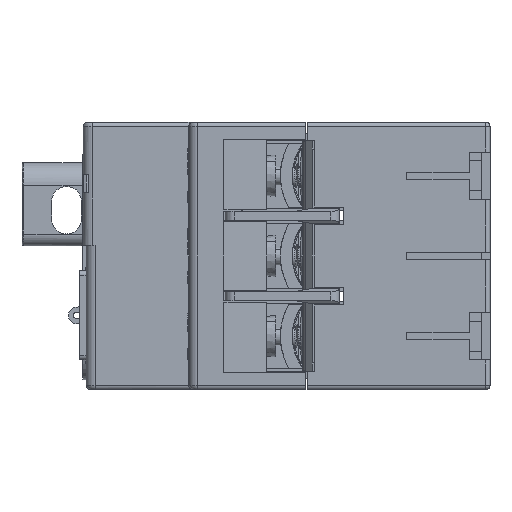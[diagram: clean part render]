
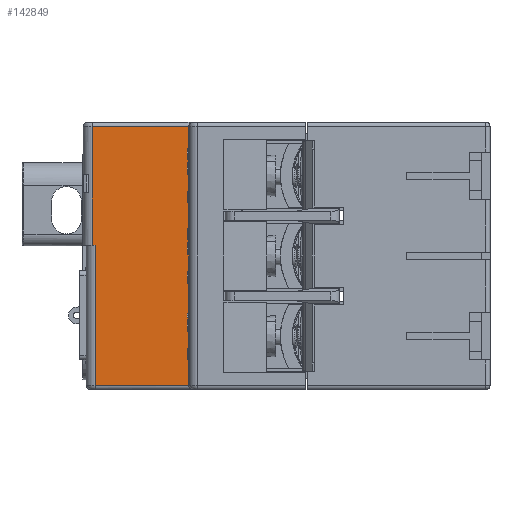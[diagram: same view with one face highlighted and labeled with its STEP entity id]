
A CAD part, front view. The second image highlights one B-rep face of the part: STEP entity #142849.
In plain terms, the highlighted face is planar.
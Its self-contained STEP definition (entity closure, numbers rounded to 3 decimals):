
#112522=DIRECTION('',(0.,1.,0.));
#112523=VECTOR('',#112522,15.8);
#112524=CARTESIAN_POINT('',(22.5,19.7,21.8));
#112525=LINE('',#112524,#112523);
#118030=DIRECTION('',(0.,0.,1.));
#118031=VECTOR('',#118030,20.);
#118032=CARTESIAN_POINT('',(22.5,36.,-21.8));
#118033=LINE('',#118032,#118031);
#118083=DIRECTION('',(0.,1.,0.));
#118084=VECTOR('',#118083,16.3);
#118085=CARTESIAN_POINT('',(22.5,19.7,-21.8));
#118086=LINE('',#118085,#118084);
#118097=DIRECTION('',(0.,0.,1.));
#118098=VECTOR('',#118097,43.6);
#118099=CARTESIAN_POINT('',(22.5,19.7,-21.8));
#118100=LINE('',#118099,#118098);
#118104=DIRECTION('',(0.,0.,1.));
#118105=VECTOR('',#118104,23.6);
#118106=CARTESIAN_POINT('',(22.5,35.5,-1.8));
#118107=LINE('',#118106,#118105);
#118141=DIRECTION('',(0.,1.,0.));
#118142=VECTOR('',#118141,0.5);
#118143=CARTESIAN_POINT('',(22.5,35.5,-1.8));
#118144=LINE('',#118143,#118142);
#130313=CARTESIAN_POINT('',(22.5,36.,-1.8));
#130315=VERTEX_POINT('',#130313);
#130319=CARTESIAN_POINT('',(22.5,35.5,-1.8));
#130321=VERTEX_POINT('',#130319);
#131067=CARTESIAN_POINT('',(22.5,19.7,21.8));
#131068=VERTEX_POINT('',#131067);
#131071=CARTESIAN_POINT('',(22.5,35.5,21.8));
#131072=VERTEX_POINT('',#131071);
#131145=CARTESIAN_POINT('',(22.5,19.7,-21.8));
#131146=VERTEX_POINT('',#131145);
#131147=CARTESIAN_POINT('',(22.5,36.,-21.8));
#131148=VERTEX_POINT('',#131147);
#142834=CARTESIAN_POINT('',(22.5,19.7,-22.5));
#142835=DIRECTION('',(1.,0.,0.));
#142836=DIRECTION('',(0.,1.,0.));
#142837=AXIS2_PLACEMENT_3D('',#142834,#142835,#142836);
#142838=PLANE('',#142837);
#142839=ORIENTED_EDGE('',*,*,#137104,.T.);
#142841=ORIENTED_EDGE('',*,*,#142840,.F.);
#142843=ORIENTED_EDGE('',*,*,#142842,.T.);
#142844=ORIENTED_EDGE('',*,*,#142753,.F.);
#142845=ORIENTED_EDGE('',*,*,#142818,.F.);
#142846=ORIENTED_EDGE('',*,*,#136327,.T.);
#142847=EDGE_LOOP('',(#142839,#142841,#142843,#142844,#142845,#142846));
#142848=FACE_OUTER_BOUND('',#142847,.F.);
#136327=EDGE_CURVE('',#131146,#131068,#118100,.T.);
#137104=EDGE_CURVE('',#131068,#131072,#112525,.T.);
#142753=EDGE_CURVE('',#131148,#130315,#118033,.T.);
#142818=EDGE_CURVE('',#131146,#131148,#118086,.T.);
#142840=EDGE_CURVE('',#130321,#131072,#118107,.T.);
#142842=EDGE_CURVE('',#130321,#130315,#118144,.T.);
#142849=ADVANCED_FACE('',(#142848),#142838,.T.);
